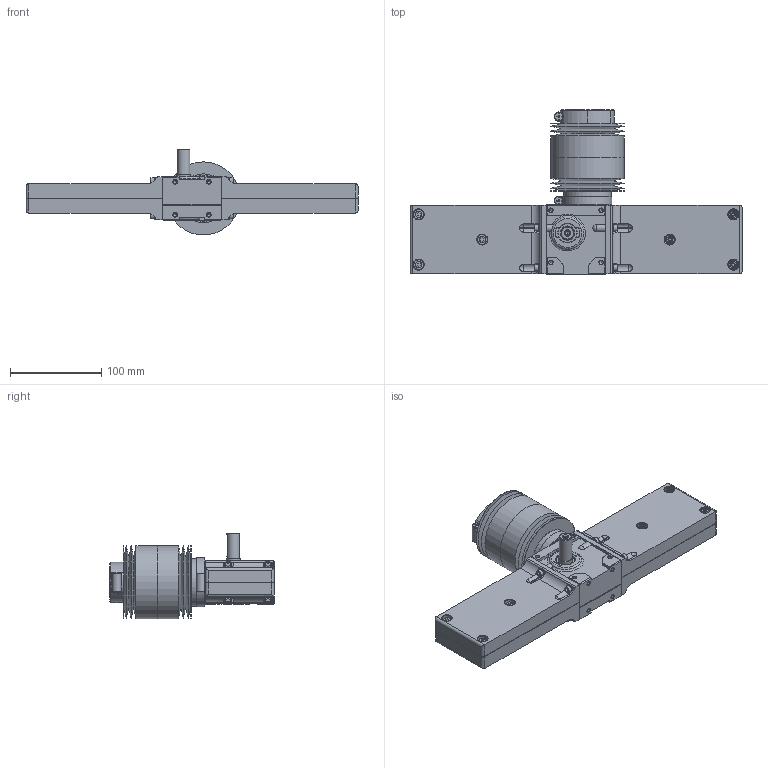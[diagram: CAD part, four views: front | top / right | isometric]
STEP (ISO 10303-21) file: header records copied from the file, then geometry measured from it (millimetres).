
FILE_DESCRIPTION(/* description */ ('STEP AP214'),/* implementation_level */ '2;1');
FILE_NAME(/* name */ 'ZCA25N050ER-J1',/* time_stamp */ '2023-09-22T16:03:42+02:00',/* author */ ('License CC BY-ND 4.0'),/* organization */ ('CADENAS'),/* preprocessor_version */ 'ST-DEVELOPER v19.3',/* originating_system */ 'PARTsolutions',/* authorisation */ ' ');
FILE_SCHEMA (('AUTOMOTIVE_DESIGN {1 0 10303 214 3 1 1}'));
Length unit declared in the file: millimetre
Products named in the file (6): ZCA25N050ER-J1; ZCA25-500_bellows2; ZCA25-500_bellows; ZCA25050_hr; ZCA25050_hl; ZCA25R-J1_ds+is
Assembly tree (5 placements, depth 2):
  ZCA25N050ER-J1
    ZCA25-500_bellows2
    ZCA25-500_bellows
    ZCA25050_hr
    ZCA25050_hl
    ZCA25R-J1_ds+is
Bounding box: 363 x 180 x 94 mm (x, y, z)
Volume: 1339997.1 mm3; surface area: 191355.8 mm2
Topology: 5 solids, 5 shells, 870 faces, 2055 edges, 1311 vertices
Faces by surface type: plane 484, cylinder 220, cone 110, torus 38, sphere 14, bspline 4
Full cylindrical faces by diameter (mm): 3.242 x10, 4.134 x17, 4.5 x4, 5.5 x5, 7 x21, 7.6 x4, 8 x15, 9.5 x6, 10 x1, 11 x12, 14 x1, 15 x2, 20.44 x2, 21 x2, 28.071 x2, 50 x1, 52 x1, 53.6 x1, 80 x4
Entity records: 24008 total; most frequent: CARTESIAN_POINT 4653, DIRECTION 4027, ORIENTED_EDGE 3578, EDGE_CURVE 1789, AXIS2_PLACEMENT_3D 1488, VERTEX_POINT 1282, FACE_BOUND 1229, EDGE_LOOP 1212
